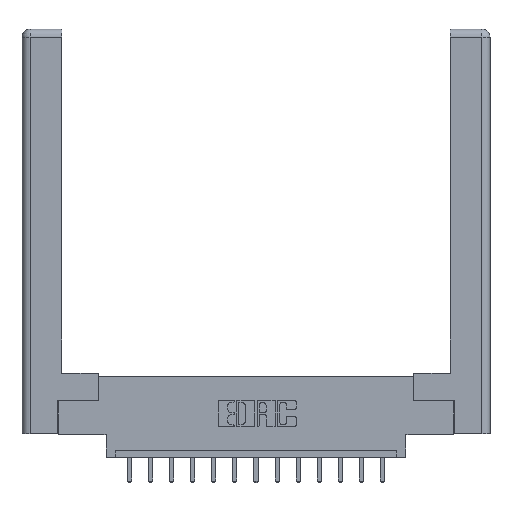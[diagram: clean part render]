
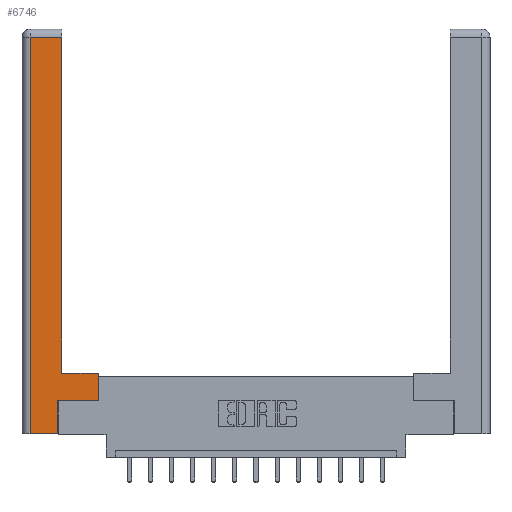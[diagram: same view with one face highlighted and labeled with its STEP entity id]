
A CAD part, top view. The second image highlights one B-rep face of the part: STEP entity #6746.
In plain terms, the highlighted planar face has unit normal (0, 0, 1).
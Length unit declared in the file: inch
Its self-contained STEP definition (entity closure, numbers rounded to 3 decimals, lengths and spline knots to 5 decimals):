
#131 = VECTOR ( 'NONE', #5675, 39.37008 ) ;
#273 = VECTOR ( 'NONE', #1012, 39.37008 ) ;
#807 = VERTEX_POINT ( 'NONE', #15824 ) ;
#1012 = DIRECTION ( 'NONE',  ( 0., 1., 0. ) ) ;
#1507 = DIRECTION ( 'NONE',  ( 1., 0., 0. ) ) ;
#1600 = CARTESIAN_POINT ( 'NONE',  ( 0.0615, 0., 0. ) ) ;
#1992 = CARTESIAN_POINT ( 'NONE',  ( 0.565, 0.45, 0. ) ) ;
#2083 = DIRECTION ( 'NONE',  ( -1., 0., 0. ) ) ;
#2362 = DIRECTION ( 'NONE',  ( 0., 1., 0. ) ) ;
#2418 = CARTESIAN_POINT ( 'NONE',  ( 0.565, 0.245, 0. ) ) ;
#2440 = ORIENTED_EDGE ( 'NONE', *, *, #16006, .T. ) ;
#3624 = LINE ( 'NONE', #14946, #273 ) ;
#4085 = CARTESIAN_POINT ( 'NONE',  ( 0.265, 0., 0. ) ) ;
#4236 = EDGE_LOOP ( 'NONE', ( #5037, #6806, #9431, #6310, #9095, #2440, #9353, #7928 ) ) ;
#4609 = VECTOR ( 'NONE', #2362, 39.37008 ) ;
#4721 = VERTEX_POINT ( 'NONE', #8634 ) ;
#4747 = CARTESIAN_POINT ( 'NONE',  ( 0.265, 0.245, 0. ) ) ;
#4969 = VECTOR ( 'NONE', #7884, 39.37008 ) ;
#5037 = ORIENTED_EDGE ( 'NONE', *, *, #10992, .T. ) ;
#5071 = DIRECTION ( 'NONE',  ( 1., 0., 0. ) ) ;
#5422 = LINE ( 'NONE', #14683, #131 ) ;
#5675 = DIRECTION ( 'NONE',  ( -1., 0., 0. ) ) ;
#5755 = VECTOR ( 'NONE', #1507, 39.37008 ) ;
#6310 = ORIENTED_EDGE ( 'NONE', *, *, #14482, .T. ) ;
#6319 = VERTEX_POINT ( 'NONE', #6825 ) ;
#6518 = VECTOR ( 'NONE', #5071, 39.37008 ) ;
#6614 = DIRECTION ( 'NONE',  ( 0., -1., 0. ) ) ;
#6746 = ADVANCED_FACE ( 'NONE', ( #9259 ), #15802, .F. ) ;
#6806 = ORIENTED_EDGE ( 'NONE', *, *, #7519, .T. ) ;
#6812 = EDGE_CURVE ( 'NONE', #15667, #8369, #11464, .T. ) ;
#6825 = CARTESIAN_POINT ( 'NONE',  ( 0.0615, 2.94, 0. ) ) ;
#6894 = CARTESIAN_POINT ( 'NONE',  ( 0.265, 0.245, 0. ) ) ;
#7420 = VERTEX_POINT ( 'NONE', #11953 ) ;
#7519 = EDGE_CURVE ( 'NONE', #4721, #6319, #15048, .T. ) ;
#7704 = VECTOR ( 'NONE', #6614, 39.37008 ) ;
#7884 = DIRECTION ( 'NONE',  ( -1., 0., 0. ) ) ;
#7928 = ORIENTED_EDGE ( 'NONE', *, *, #12404, .T. ) ;
#8108 = CARTESIAN_POINT ( 'NONE',  ( 0.265, 0., 0. ) ) ;
#8369 = VERTEX_POINT ( 'NONE', #6894 ) ;
#8634 = CARTESIAN_POINT ( 'NONE',  ( 0.295, 2.94, 0. ) ) ;
#9058 = LINE ( 'NONE', #4085, #5755 ) ;
#9095 = ORIENTED_EDGE ( 'NONE', *, *, #6812, .T. ) ;
#9259 = FACE_OUTER_BOUND ( 'NONE', #4236, .T. ) ;
#9353 = ORIENTED_EDGE ( 'NONE', *, *, #14725, .T. ) ;
#9380 = CARTESIAN_POINT ( 'NONE',  ( 0.295, 3., 0. ) ) ;
#9431 = ORIENTED_EDGE ( 'NONE', *, *, #14106, .T. ) ;
#9722 = VERTEX_POINT ( 'NONE', #11454 ) ;
#9866 = AXIS2_PLACEMENT_3D ( 'NONE', #13289, #15906, #2083 ) ;
#10945 = VERTEX_POINT ( 'NONE', #1992 ) ;
#10992 = EDGE_CURVE ( 'NONE', #9722, #4721, #12352, .T. ) ;
#11131 = VECTOR ( 'NONE', #13199, 39.37008 ) ;
#11232 = LINE ( 'NONE', #2418, #6518 ) ;
#11454 = CARTESIAN_POINT ( 'NONE',  ( 0.295, 0.45, 0. ) ) ;
#11464 = LINE ( 'NONE', #4747, #4609 ) ;
#11699 = CARTESIAN_POINT ( 'NONE',  ( 0.0615, 2.94, 0. ) ) ;
#11953 = CARTESIAN_POINT ( 'NONE',  ( 0.565, 0.245, 0. ) ) ;
#12352 = LINE ( 'NONE', #9380, #11131 ) ;
#12404 = EDGE_CURVE ( 'NONE', #10945, #9722, #5422, .T. ) ;
#13048 = LINE ( 'NONE', #1600, #7704 ) ;
#13199 = DIRECTION ( 'NONE',  ( 0., 1., 0. ) ) ;
#13289 = CARTESIAN_POINT ( 'NONE',  ( 0., 0., 0. ) ) ;
#14106 = EDGE_CURVE ( 'NONE', #6319, #807, #13048, .T. ) ;
#14482 = EDGE_CURVE ( 'NONE', #807, #15667, #9058, .T. ) ;
#14683 = CARTESIAN_POINT ( 'NONE',  ( 0.295, 0.45, 0. ) ) ;
#14725 = EDGE_CURVE ( 'NONE', #7420, #10945, #3624, .T. ) ;
#14946 = CARTESIAN_POINT ( 'NONE',  ( 0.565, 0.45, 0. ) ) ;
#15048 = LINE ( 'NONE', #11699, #4969 ) ;
#15667 = VERTEX_POINT ( 'NONE', #8108 ) ;
#15802 = PLANE ( 'NONE',  #9866 ) ;
#15824 = CARTESIAN_POINT ( 'NONE',  ( 0.0615, 0., 0. ) ) ;
#15906 = DIRECTION ( 'NONE',  ( 0., 0., -1. ) ) ;
#16006 = EDGE_CURVE ( 'NONE', #8369, #7420, #11232, .T. ) ;
